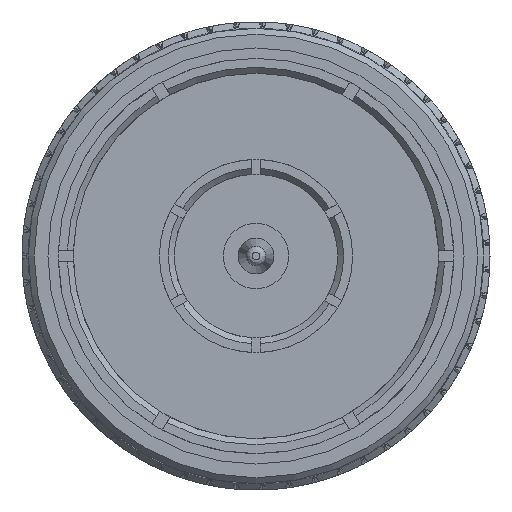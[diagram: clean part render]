
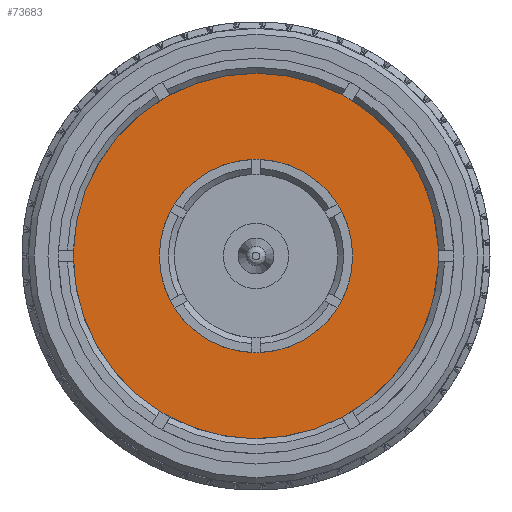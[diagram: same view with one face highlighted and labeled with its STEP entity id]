
A CAD part, left-side view. The second image highlights one B-rep face of the part: STEP entity #73683.
In plain terms, the highlighted planar face has unit normal (-1, 0, 0).
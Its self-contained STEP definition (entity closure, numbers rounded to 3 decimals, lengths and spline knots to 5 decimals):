
#2550 = DIRECTION ( 'NONE',  ( 0., 0., 1. ) ) ;
#10313 = DIRECTION ( 'NONE',  ( 1., 0., 0. ) ) ;
#11794 = DIRECTION ( 'NONE',  ( 0., 0., -1. ) ) ;
#13947 = EDGE_LOOP ( 'NONE', ( #31397 ) ) ;
#19099 = CARTESIAN_POINT ( 'NONE',  ( 0.38, 0., 0. ) ) ;
#26006 = CARTESIAN_POINT ( 'NONE',  ( 0.38, 0., 0.3075 ) ) ;
#26585 = PLANE ( 'NONE',  #35119 ) ;
#30510 = AXIS2_PLACEMENT_3D ( 'NONE', #40815, #10313, #2550 ) ;
#31397 = ORIENTED_EDGE ( 'NONE', *, *, #42217, .F. ) ;
#34143 = ORIENTED_EDGE ( 'NONE', *, *, #65559, .T. ) ;
#35119 = AXIS2_PLACEMENT_3D ( 'NONE', #48905, #42081, #41606 ) ;
#35131 = CIRCLE ( 'NONE', #30510, 0.3075 ) ;
#35282 = FACE_BOUND ( 'NONE', #50327, .T. ) ;
#40815 = CARTESIAN_POINT ( 'NONE',  ( 0.38, 0., 0. ) ) ;
#41606 = DIRECTION ( 'NONE',  ( 0., 0., 1. ) ) ;
#41977 = VERTEX_POINT ( 'NONE', #26006 ) ;
#42081 = DIRECTION ( 'NONE',  ( -1., 0., 0. ) ) ;
#42217 = EDGE_CURVE ( 'NONE', #41977, #41977, #35131, .T. ) ;
#48905 = CARTESIAN_POINT ( 'NONE',  ( 0.38, 0., 0. ) ) ;
#49273 = VERTEX_POINT ( 'NONE', #64285 ) ;
#50327 = EDGE_LOOP ( 'NONE', ( #34143 ) ) ;
#64285 = CARTESIAN_POINT ( 'NONE',  ( 0.38, 0., -0.1625 ) ) ;
#65559 = EDGE_CURVE ( 'NONE', #49273, #49273, #93978, .T. ) ;
#73683 = ADVANCED_FACE ( 'NONE', ( #35282, #87234 ), #26585, .T. ) ;
#73806 = AXIS2_PLACEMENT_3D ( 'NONE', #19099, #78290, #11794 ) ;
#78290 = DIRECTION ( 'NONE',  ( 1., 0., 0. ) ) ;
#87234 = FACE_OUTER_BOUND ( 'NONE', #13947, .T. ) ;
#93978 = CIRCLE ( 'NONE', #73806, 0.1625 ) ;
